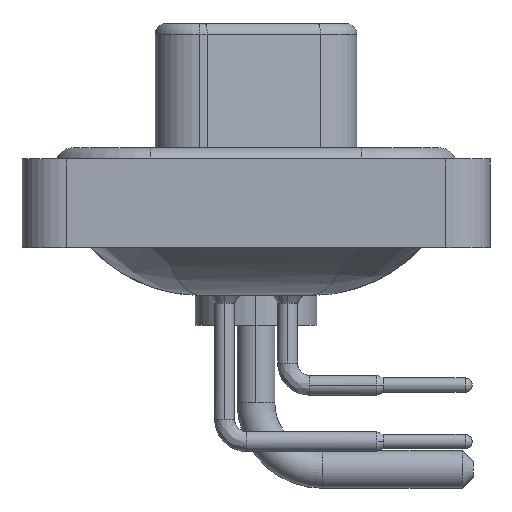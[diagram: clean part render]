
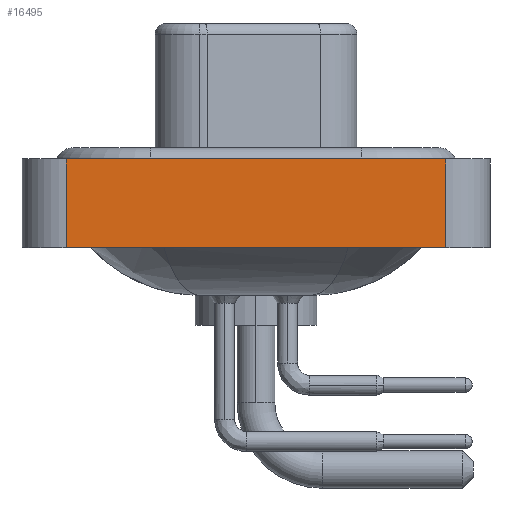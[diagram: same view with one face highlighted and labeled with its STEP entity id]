
A CAD part, left-side view. The second image highlights one B-rep face of the part: STEP entity #16495.
In plain terms, the highlighted planar face has unit normal (-1, 0, 0).
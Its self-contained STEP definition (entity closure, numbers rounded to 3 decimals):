
#89 = PLANE ( 'NONE',  #15313 ) ;
#937 = VERTEX_POINT ( 'NONE', #20400 ) ;
#1184 = CARTESIAN_POINT ( 'NONE',  ( -7.25, -8.55, -3.6 ) ) ;
#2547 = ORIENTED_EDGE ( 'NONE', *, *, #5404, .F. ) ;
#3044 = DIRECTION ( 'NONE',  ( 0., 0., 1. ) ) ;
#3722 = LINE ( 'NONE', #16105, #20283 ) ;
#4553 = LINE ( 'NONE', #1184, #4559 ) ;
#4554 = VERTEX_POINT ( 'NONE', #6642 ) ;
#4559 = VECTOR ( 'NONE', #3044, 1000. ) ;
#4602 = CARTESIAN_POINT ( 'NONE',  ( -7.25, 8.55, -3.6 ) ) ;
#5404 = EDGE_CURVE ( 'NONE', #4554, #15569, #3722, .T. ) ;
#6642 = CARTESIAN_POINT ( 'NONE',  ( -7.25, 8.55, 0.4 ) ) ;
#6914 = EDGE_LOOP ( 'NONE', ( #21004, #2547, #18010, #20153 ) ) ;
#7864 = VECTOR ( 'NONE', #11463, 1000. ) ;
#10743 = VERTEX_POINT ( 'NONE', #4602 ) ;
#10772 = DIRECTION ( 'NONE',  ( 0., -1., 0. ) ) ;
#11463 = DIRECTION ( 'NONE',  ( 0., -1., 0. ) ) ;
#12733 = VECTOR ( 'NONE', #13061, 1000. ) ;
#13061 = DIRECTION ( 'NONE',  ( 0., 0., 1. ) ) ;
#13428 = LINE ( 'NONE', #22243, #7864 ) ;
#13746 = DIRECTION ( 'NONE',  ( -1., 0., 0. ) ) ;
#13885 = EDGE_CURVE ( 'NONE', #937, #15569, #4553, .T. ) ;
#15142 = EDGE_CURVE ( 'NONE', #10743, #4554, #18739, .T. ) ;
#15313 = AXIS2_PLACEMENT_3D ( 'NONE', #17229, #13746, #15604 ) ;
#15569 = VERTEX_POINT ( 'NONE', #20635 ) ;
#15604 = DIRECTION ( 'NONE',  ( 0., 0., 1. ) ) ;
#16105 = CARTESIAN_POINT ( 'NONE',  ( -7.25, -8.55, 0.4 ) ) ;
#16495 = ADVANCED_FACE ( 'NONE', ( #22905 ), #89, .T. ) ;
#16995 = CARTESIAN_POINT ( 'NONE',  ( -7.25, 8.55, -3.6 ) ) ;
#17229 = CARTESIAN_POINT ( 'NONE',  ( -7.25, -8.55, -3.6 ) ) ;
#18010 = ORIENTED_EDGE ( 'NONE', *, *, #15142, .F. ) ;
#18739 = LINE ( 'NONE', #16995, #12733 ) ;
#20153 = ORIENTED_EDGE ( 'NONE', *, *, #21731, .T. ) ;
#20283 = VECTOR ( 'NONE', #10772, 1000. ) ;
#20400 = CARTESIAN_POINT ( 'NONE',  ( -7.25, -8.55, -3.6 ) ) ;
#20635 = CARTESIAN_POINT ( 'NONE',  ( -7.25, -8.55, 0.4 ) ) ;
#21004 = ORIENTED_EDGE ( 'NONE', *, *, #13885, .T. ) ;
#21731 = EDGE_CURVE ( 'NONE', #10743, #937, #13428, .T. ) ;
#22243 = CARTESIAN_POINT ( 'NONE',  ( -7.25, -8.55, -3.6 ) ) ;
#22905 = FACE_OUTER_BOUND ( 'NONE', #6914, .T. ) ;
